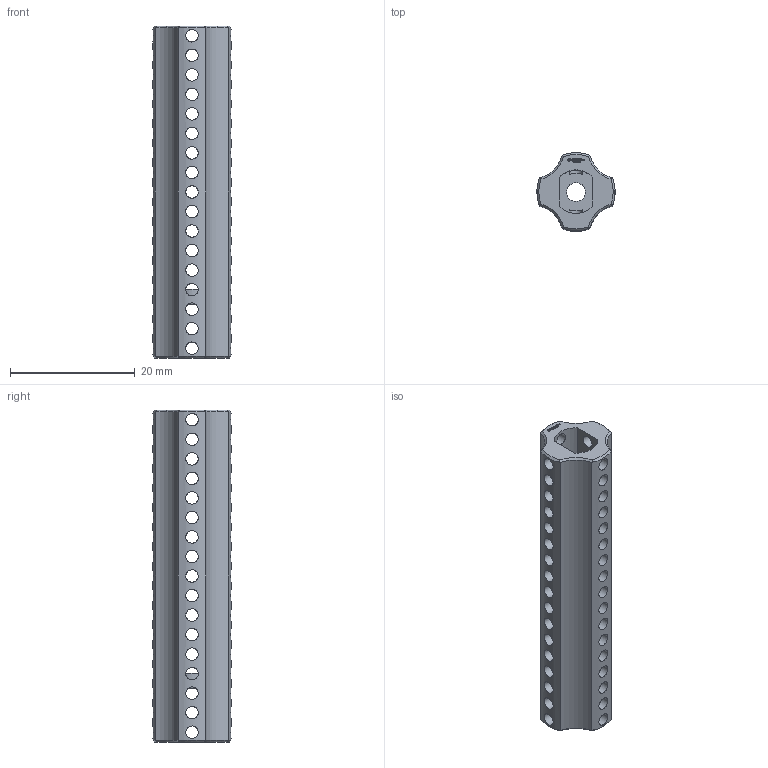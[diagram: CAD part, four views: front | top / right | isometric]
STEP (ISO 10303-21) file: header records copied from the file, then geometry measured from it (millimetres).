
FILE_DESCRIPTION(('FreeCAD Model'),'2;1');
FILE_NAME('Open CASCADE Shape Model','2024-06-16T00:57:41',(''),(''), 'Open CASCADE STEP processor 7.6','FreeCAD','Unknown');
FILE_SCHEMA(('AUTOMOTIVE_DESIGN { 1 0 10303 214 1 1 1 1 }'));
Length unit declared in the file: millimetre
Products named in the file (1): Power-Transmission Hub PLN IDX FXD TTMotor BU04.25 - SPN-PTH-0216 
(stemfie.org)
Bounding box: 12.5 x 12.5 x 53.12 mm (x, y, z)
Volume: 3307.1 mm3; surface area: 4327.1 mm2
Topology: 1 solids, 1 shells, 575 faces, 1675 edges, 1122 vertices
Faces by surface type: plane 320, extrusion 144, cylinder 89, cone 22
Full cylindrical faces by diameter (mm): 2 x68, 3 x1
Entity records: 25400 total; most frequent: CARTESIAN_POINT 10657, ORIENTED_EDGE 3350, DIRECTION 2345, EDGE_CURVE 1675, VECTOR 1235, VERTEX_POINT 1122, LINE 1091, FACE_BOUND 733
